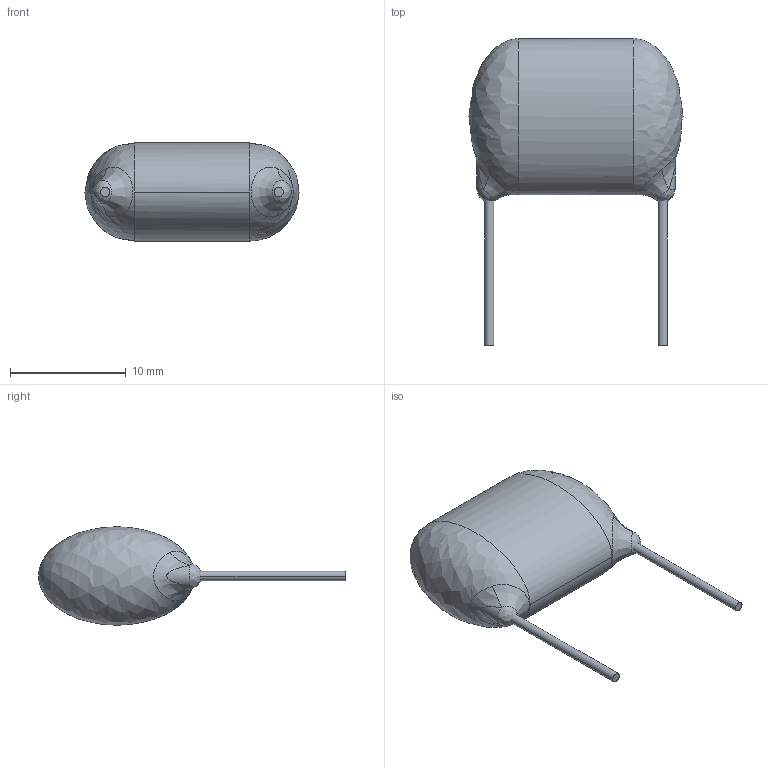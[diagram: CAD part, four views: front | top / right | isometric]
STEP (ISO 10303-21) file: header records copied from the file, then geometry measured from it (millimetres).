
FILE_DESCRIPTION (( 'STEP AP214' ), '1' );
FILE_NAME ('User Library-CBB81_W18.5_H13.5_T8.5_P15.0.STEP', '2020-12-18T17:57:49', ( '' ), ( '' ), 'SwSTEP 2.0', 'SolidWorks 2020', '' );
FILE_SCHEMA (( 'AUTOMOTIVE_DESIGN' ));
Length unit declared in the file: millimetre
Products named in the file (3): d2; User Library-CBB81_W18.5_H13.5_T8.5_P15.0; 1
Assembly tree (2 placements, depth 2):
  User Library-CBB81_W18.5_H13.5_T8.5_P15.0
    1
    d2
Bounding box: 18.5 x 26.5 x 8.5 mm (x, y, z)
Volume: 1394.1 mm3; surface area: 742.1 mm2
Topology: 3 solids, 3 shells, 20 faces, 36 edges, 20 vertices
Faces by surface type: bspline 10, cylinder 6, plane 4
Entity records: 1473 total; most frequent: CARTESIAN_POINT 833, ORIENTED_EDGE 64, DIRECTION 54, EDGE_CURVE 32, UNCERTAINTY_MEASURE_WITH_UNIT 28, FILL_AREA_STYLE 25, PRESENTATION_STYLE_ASSIGNMENT 25, COLOUR_RGB 25
